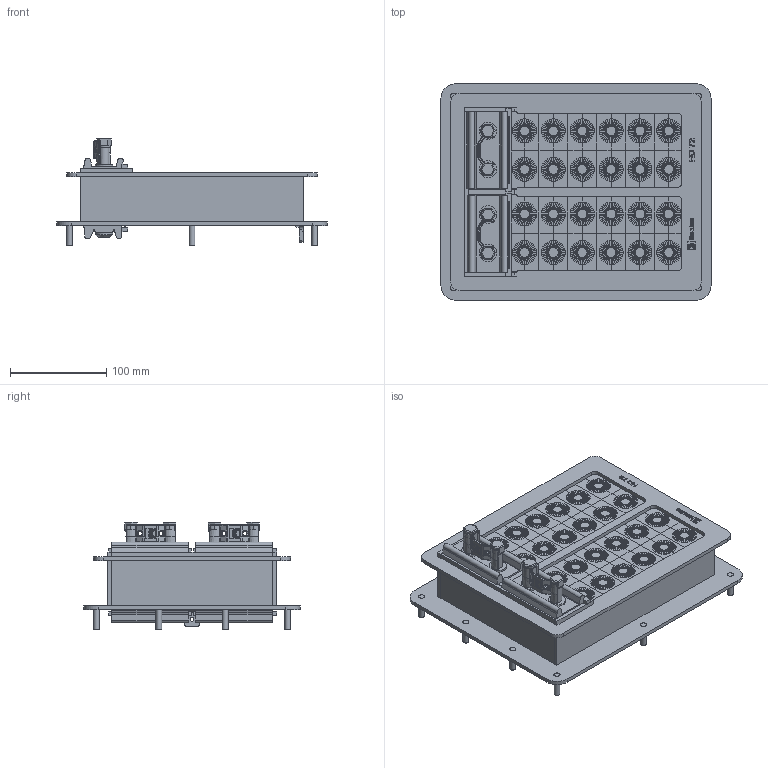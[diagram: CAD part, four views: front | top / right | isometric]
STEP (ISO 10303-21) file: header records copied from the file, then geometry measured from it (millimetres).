
FILE_DESCRIPTION(/* description */ (''),/* implementation_level */ '2;1');
FILE_NAME(/* name */ 'HD 72_24_10-24.stp',/* time_stamp */ '2025-02-26T09:37:35+01:00',/* author */ ('se-andrek'),/* organization */ (''),/* preprocessor_version */ 'ST-DEVELOPER v19.2',/* originating_system */ 'Autodesk Inventor 2023',/* authorisation */ '');
FILE_SCHEMA (('AUTOMOTIVE_DESIGN { 1 0 10303 214 3 1 1 }'));
Products named in the file (20): 100-294610; 100-279036; 100-236571; 100-236565; 100-236566; 100-236567; 100-236586; 100-265419; 100-279037; 100-230084; 100-233680; 100-244880; 100-244881; 100-233679; 100-087486; 100-087488; 100-087489; 100-087490; 100-087487; 100-224642 WEDGE CLIP
Assembly tree (57 placements, depth 4):
  100-294610
    100-279036
      100-236571
      100-236565  x2
      100-265419  x10
      100-236566
      100-236567
      100-236586
      100-279037
    100-230084  x2
    100-233680  x2
      100-244880
      100-244881
      100-233679
    100-087486  x24
      100-087488
        100-087489
        100-087490
      100-087487
    100-224642 WEDGE CLIP  x2
Bounding box: 281 x 225 x 112.3 mm (x, y, z)
Volume: 2073031 mm3; surface area: 1970739.7 mm2
Topology: 677 solids, 681 shells, 7210 faces, 16539 edges, 10920 vertices
Faces by surface type: plane 4544, cylinder 1473, bspline 1079, torus 40, sphere 40, cone 34
Full cylindrical faces by diameter (mm): 3 x28, 4.134 x1, 5 x4, 6 x10, 6.4 x10, 8 x4, 10 x32, 18 x8
Entity records: 62249 total; most frequent: CARTESIAN_POINT 19075, ORIENTED_EDGE 9660, DIRECTION 6832, EDGE_CURVE 4830, LINE 3260, VECTOR 3260, VERTEX_POINT 3163, EDGE_LOOP 2033
